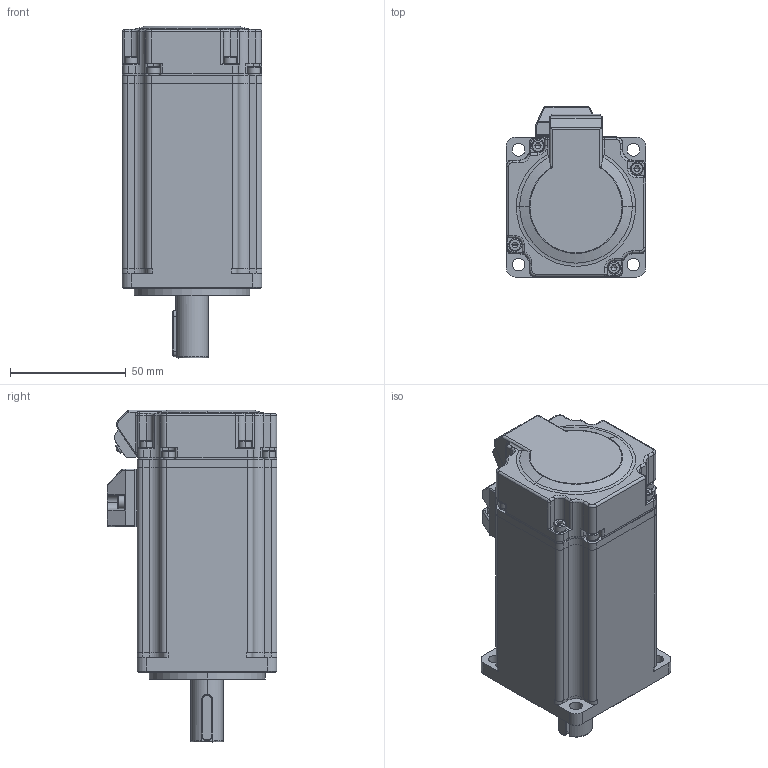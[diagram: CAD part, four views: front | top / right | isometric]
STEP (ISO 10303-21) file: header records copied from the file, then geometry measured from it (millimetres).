
FILE_DESCRIPTION (( 'STEP AP203' ), '1' );
FILE_NAME ('WB60ST-M01930.STEP', '2024-03-12T03:02:29', ( '' ), ( '' ), 'SwSTEP 2.0', 'SolidWorks 2018', '' );
FILE_SCHEMA (( 'CONFIG_CONTROL_DESIGN' ));
Length unit declared in the file: millimetre
Products named in the file (1): WB60ST-M01930
Bounding box: 60.3 x 73.3 x 143.2 mm (x, y, z)
Volume: 136439.7 mm3; surface area: 92379.5 mm2
Topology: 27 solids, 27 shells, 1213 faces, 2969 edges, 1837 vertices
Faces by surface type: cylinder 480, plane 466, cone 137, torus 104, sphere 18, bspline 8
Entity records: 36366 total; most frequent: CARTESIAN_POINT 7062, DIRECTION 6537, ORIENTED_EDGE 5846, EDGE_CURVE 2923, AXIS2_PLACEMENT_3D 2544, VERTEX_POINT 1837, LINE 1449, VECTOR 1449
